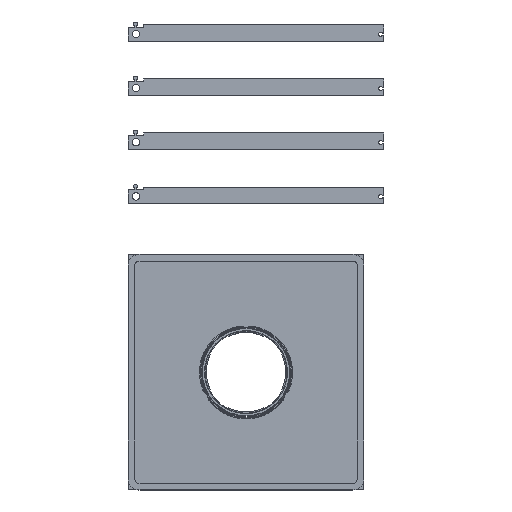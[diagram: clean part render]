
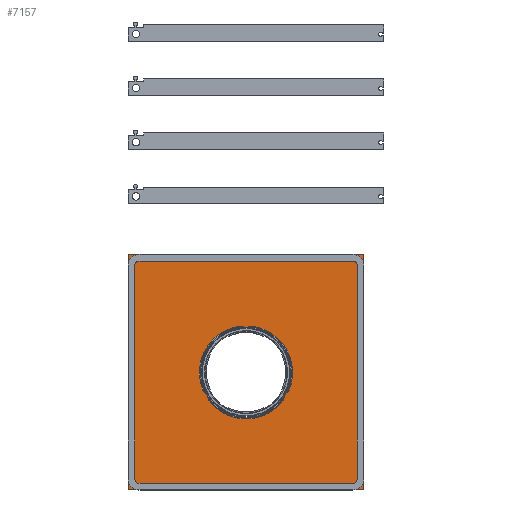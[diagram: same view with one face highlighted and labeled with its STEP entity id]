
A CAD part, top view. The second image highlights one B-rep face of the part: STEP entity #7157.
In plain terms, the highlighted planar face has unit normal (0, 0, 1).
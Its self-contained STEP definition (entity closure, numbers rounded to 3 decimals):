
#6606=DIRECTION('',(0.,1.,0.));
#6607=VECTOR('',#6606,282.2);
#6608=CARTESIAN_POINT('',(141.1,-141.1,24.));
#6609=LINE('',#6608,#6607);
#6610=DIRECTION('',(-1.,0.,0.));
#6611=VECTOR('',#6610,282.2);
#6612=CARTESIAN_POINT('',(141.1,-141.1,24.));
#6613=LINE('',#6612,#6611);
#6614=DIRECTION('',(0.,1.,0.));
#6615=VECTOR('',#6614,282.2);
#6616=CARTESIAN_POINT('',(-141.1,-141.1,24.));
#6617=LINE('',#6616,#6615);
#6618=DIRECTION('',(1.,0.,0.));
#6619=VECTOR('',#6618,282.2);
#6620=CARTESIAN_POINT('',(-141.1,141.1,24.));
#6621=LINE('',#6620,#6619);
#6622=CARTESIAN_POINT('',(0.,0.,
24.));
#6623=DIRECTION('',(0.,0.,-1.));
#6624=DIRECTION('',(0.791,-0.611,0.));
#6625=AXIS2_PLACEMENT_3D('',#6622,#6623,#6624);
#6627=CARTESIAN_POINT('',(39.563,-30.574,24.));
#6628=DIRECTION('',(0.,0.,-1.));
#6629=DIRECTION('',(0.999,-0.052,0.));
#6630=AXIS2_PLACEMENT_3D('',#6627,#6628,#6629);
#6632=CARTESIAN_POINT('',(51.547,-31.192,24.));
#6633=DIRECTION('',(0.,0.,1.));
#6634=DIRECTION('',(-0.856,0.518,0.));
#6635=AXIS2_PLACEMENT_3D('',#6632,#6633,#6634);
#6637=CARTESIAN_POINT('',(0.,0.,
24.));
#6638=DIRECTION('',(0.,0.,-1.));
#6639=DIRECTION('',(0.876,-0.482,0.));
#6640=AXIS2_PLACEMENT_3D('',#6637,#6638,#6639);
#6642=CARTESIAN_POINT('',(52.787,-29.045,24.));
#6643=DIRECTION('',(0.,0.,1.));
#6644=DIRECTION('',(-0.544,0.839,0.));
#6645=AXIS2_PLACEMENT_3D('',#6642,#6643,#6644);
#6647=CARTESIAN_POINT('',(46.259,-18.975,24.));
#6648=DIRECTION('',(0.,0.,-1.));
#6649=DIRECTION('',(0.925,-0.38,0.));
#6650=AXIS2_PLACEMENT_3D('',#6647,#6648,#6649);
#6652=CARTESIAN_POINT('',(0.,0.,
24.));
#6653=DIRECTION('',(0.,0.,-1.));
#6654=DIRECTION('',(1.,0.,0.));
#6655=AXIS2_PLACEMENT_3D('',#6652,#6653,#6654);
#6657=CARTESIAN_POINT('',(0.,0.,
24.));
#6658=DIRECTION('',(0.,0.,-1.));
#6659=DIRECTION('',(0.134,0.991,0.));
#6660=AXIS2_PLACEMENT_3D('',#6657,#6658,#6659);
#6662=CARTESIAN_POINT('',(6.696,49.55,24.));
#6663=DIRECTION('',(0.,0.,-1.));
#6664=DIRECTION('',(-0.455,0.891,0.));
#6665=AXIS2_PLACEMENT_3D('',#6662,#6663,#6664);
#6667=CARTESIAN_POINT('',(1.24,60.237,24.));
#6668=DIRECTION('',(0.,0.,1.));
#6669=DIRECTION('',(-0.021,-1.,0.));
#6670=AXIS2_PLACEMENT_3D('',#6667,#6668,#6669);
#6672=CARTESIAN_POINT('',(-1.24,60.237,24.));
#6673=DIRECTION('',(0.,0.,1.));
#6674=DIRECTION('',(-0.455,-0.891,0.));
#6675=AXIS2_PLACEMENT_3D('',#6672,#6673,#6674);
#6677=CARTESIAN_POINT('',(-6.696,49.55,24.));
#6678=DIRECTION('',(0.,0.,-1.));
#6679=DIRECTION('',(-0.134,0.991,0.));
#6680=AXIS2_PLACEMENT_3D('',#6677,#6678,#6679);
#6682=CARTESIAN_POINT('',(0.,0.,24.));
#6683=DIRECTION('',(0.,0.,1.));
#6684=DIRECTION('',(-0.134,0.991,0.));
#6685=AXIS2_PLACEMENT_3D('',#6682,#6683,#6684);
#6687=CARTESIAN_POINT('',(-46.259,-18.975,
24.));
#6688=DIRECTION('',(0.,0.,-1.));
#6689=DIRECTION('',(-0.544,-0.839,0.));
#6690=AXIS2_PLACEMENT_3D('',#6687,#6688,#6689);
#6692=CARTESIAN_POINT('',(-52.787,-29.045,
24.));
#6693=DIRECTION('',(0.,0.,1.));
#6694=DIRECTION('',(0.876,0.482,0.));
#6695=AXIS2_PLACEMENT_3D('',#6692,#6693,#6694);
#6697=CARTESIAN_POINT('',(0.,0.,
24.));
#6698=DIRECTION('',(0.,0.,-1.));
#6699=DIRECTION('',(-0.856,-0.518,0.));
#6700=AXIS2_PLACEMENT_3D('',#6697,#6698,#6699);
#6702=CARTESIAN_POINT('',(-51.547,-31.192,
24.));
#6703=DIRECTION('',(0.,0.,1.));
#6704=DIRECTION('',(0.999,0.052,0.));
#6705=AXIS2_PLACEMENT_3D('',#6702,#6703,#6704);
#6707=CARTESIAN_POINT('',(-39.563,-30.574,
24.));
#6708=DIRECTION('',(0.,0.,-1.));
#6709=DIRECTION('',(-0.791,-0.611,0.));
#6710=AXIS2_PLACEMENT_3D('',#6707,#6708,#6709);
#6757=CARTESIAN_POINT('',(0.,0.,
24.));
#6758=DIRECTION('',(0.,0.,1.));
#6759=DIRECTION('',(0.021,1.,0.));
#6760=AXIS2_PLACEMENT_3D('',#6757,#6758,#6759);
#6794=CARTESIAN_POINT('',(-1.116,54.24,24.));
#6796=VERTEX_POINT('',#6794);
#6802=CARTESIAN_POINT('',(7.5,55.495,24.));
#6804=VERTEX_POINT('',#6802);
#6806=CARTESIAN_POINT('',(-44.311,-34.243,
24.));
#6807=CARTESIAN_POINT('',(-45.555,-30.883,
24.));
#6808=VERTEX_POINT('',#6806);
#6809=VERTEX_POINT('',#6807);
#6812=CARTESIAN_POINT('',(49.523,-24.01,24.));
#6814=VERTEX_POINT('',#6812);
#6820=CARTESIAN_POINT('',(47.53,-26.152,24.));
#6821=VERTEX_POINT('',#6820);
#6822=CARTESIAN_POINT('',(-46.414,-28.086,
24.));
#6823=VERTEX_POINT('',#6822);
#6830=CARTESIAN_POINT('',(56.,0.,24.));
#6831=CARTESIAN_POINT('',(51.811,-21.253,24.));
#6832=VERTEX_POINT('',#6830);
#6833=VERTEX_POINT('',#6831);
#6836=CARTESIAN_POINT('',(46.414,-28.086,24.));
#6837=CARTESIAN_POINT('',(45.555,-30.883,24.));
#6838=VERTEX_POINT('',#6836);
#6839=VERTEX_POINT('',#6837);
#6840=CARTESIAN_POINT('',(-7.5,55.495,24.));
#6841=CARTESIAN_POINT('',(-3.968,54.893,24.));
#6842=VERTEX_POINT('',#6840);
#6843=VERTEX_POINT('',#6841);
#6844=CARTESIAN_POINT('',(1.116,54.239,24.));
#6845=VERTEX_POINT('',#6844);
#6848=CARTESIAN_POINT('',(-49.523,-24.01,
24.));
#6849=CARTESIAN_POINT('',(-51.811,-21.253,
24.));
#6850=VERTEX_POINT('',#6848);
#6851=VERTEX_POINT('',#6849);
#6852=CARTESIAN_POINT('',(-47.53,-26.152,
24.));
#6853=VERTEX_POINT('',#6852);
#6856=CARTESIAN_POINT('',(3.968,54.893,24.));
#6857=VERTEX_POINT('',#6856);
#6870=CARTESIAN_POINT('',(44.311,-34.243,24.));
#6871=VERTEX_POINT('',#6870);
#6886=CARTESIAN_POINT('',(141.1,-141.1,24.));
#6887=CARTESIAN_POINT('',(141.1,141.1,24.));
#6888=VERTEX_POINT('',#6886);
#6889=VERTEX_POINT('',#6887);
#6890=CARTESIAN_POINT('',(-141.1,-141.1,24.));
#6891=VERTEX_POINT('',#6890);
#6892=CARTESIAN_POINT('',(-141.1,141.1,24.));
#6893=VERTEX_POINT('',#6892);
#7107=CARTESIAN_POINT('',(-141.1,-141.1,24.));
#7108=DIRECTION('',(0.,0.,1.));
#7109=DIRECTION('',(1.,0.,0.));
#7110=AXIS2_PLACEMENT_3D('',#7107,#7108,#7109);
#7111=PLANE('',#7110);
#7112=ORIENTED_EDGE('',*,*,#7100,.F.);
#7113=ORIENTED_EDGE('',*,*,#7058,.T.);
#7114=ORIENTED_EDGE('',*,*,#7073,.T.);
#7115=ORIENTED_EDGE('',*,*,#7087,.T.);
#7116=EDGE_LOOP('',(#7112,#7113,#7114,#7115));
#7117=FACE_OUTER_BOUND('',#7116,.F.);
#7119=ORIENTED_EDGE('',*,*,#7118,.F.);
#7121=ORIENTED_EDGE('',*,*,#7120,.F.);
#7123=ORIENTED_EDGE('',*,*,#7122,.F.);
#7125=ORIENTED_EDGE('',*,*,#7124,.F.);
#7127=ORIENTED_EDGE('',*,*,#7126,.F.);
#7129=ORIENTED_EDGE('',*,*,#7128,.F.);
#7131=ORIENTED_EDGE('',*,*,#7130,.F.);
#7132=ORIENTED_EDGE('',*,*,#6911,.F.);
#7134=ORIENTED_EDGE('',*,*,#7133,.F.);
#7136=ORIENTED_EDGE('',*,*,#7135,.F.);
#7138=ORIENTED_EDGE('',*,*,#7137,.T.);
#7140=ORIENTED_EDGE('',*,*,#7139,.F.);
#7142=ORIENTED_EDGE('',*,*,#7141,.F.);
#7144=ORIENTED_EDGE('',*,*,#7143,.T.);
#7146=ORIENTED_EDGE('',*,*,#7145,.F.);
#7148=ORIENTED_EDGE('',*,*,#7147,.F.);
#7150=ORIENTED_EDGE('',*,*,#7149,.F.);
#7152=ORIENTED_EDGE('',*,*,#7151,.F.);
#7154=ORIENTED_EDGE('',*,*,#7153,.F.);
#7155=EDGE_LOOP('',(#7119,#7121,#7123,#7125,#7127,#7129,#7131,#7132,#7134,#7136,
#7138,#7140,#7142,#7144,#7146,#7148,#7150,#7152,#7154));
#7156=FACE_BOUND('',#7155,.F.);
#7157=ADVANCED_FACE('',(#7117,#7156),#7111,.T.);
#6626=CIRCLE('',#6625,56.);
#6631=CIRCLE('',#6630,6.);
#6636=CIRCLE('',#6635,6.);
#6641=CIRCLE('',#6640,54.25);
#6646=CIRCLE('',#6645,6.);
#6651=CIRCLE('',#6650,6.);
#6656=CIRCLE('',#6655,56.);
#6661=CIRCLE('',#6660,56.);
#6666=CIRCLE('',#6665,6.);
#6671=CIRCLE('',#6670,6.);
#6676=CIRCLE('',#6675,6.);
#6681=CIRCLE('',#6680,6.);
#6686=CIRCLE('',#6685,56.);
#6691=CIRCLE('',#6690,6.);
#6696=CIRCLE('',#6695,6.);
#6701=CIRCLE('',#6700,54.25);
#6706=CIRCLE('',#6705,6.);
#6711=CIRCLE('',#6710,6.);
#6761=CIRCLE('',#6760,54.25);
#6911=EDGE_CURVE('',#6804,#6832,#6661,.T.);
#7058=EDGE_CURVE('',#6888,#6891,#6613,.T.);
#7073=EDGE_CURVE('',#6891,#6893,#6617,.T.);
#7087=EDGE_CURVE('',#6893,#6889,#6621,.T.);
#7100=EDGE_CURVE('',#6888,#6889,#6609,.T.);
#7118=EDGE_CURVE('',#6871,#6808,#6626,.T.);
#7120=EDGE_CURVE('',#6839,#6871,#6631,.T.);
#7122=EDGE_CURVE('',#6838,#6839,#6636,.T.);
#7124=EDGE_CURVE('',#6821,#6838,#6641,.T.);
#7126=EDGE_CURVE('',#6814,#6821,#6646,.T.);
#7128=EDGE_CURVE('',#6833,#6814,#6651,.T.);
#7130=EDGE_CURVE('',#6832,#6833,#6656,.T.);
#7133=EDGE_CURVE('',#6857,#6804,#6666,.T.);
#7135=EDGE_CURVE('',#6845,#6857,#6671,.T.);
#7137=EDGE_CURVE('',#6845,#6796,#6761,.T.);
#7139=EDGE_CURVE('',#6843,#6796,#6676,.T.);
#7141=EDGE_CURVE('',#6842,#6843,#6681,.T.);
#7143=EDGE_CURVE('',#6842,#6851,#6686,.T.);
#7145=EDGE_CURVE('',#6850,#6851,#6691,.T.);
#7147=EDGE_CURVE('',#6853,#6850,#6696,.T.);
#7149=EDGE_CURVE('',#6823,#6853,#6701,.T.);
#7151=EDGE_CURVE('',#6809,#6823,#6706,.T.);
#7153=EDGE_CURVE('',#6808,#6809,#6711,.T.);
